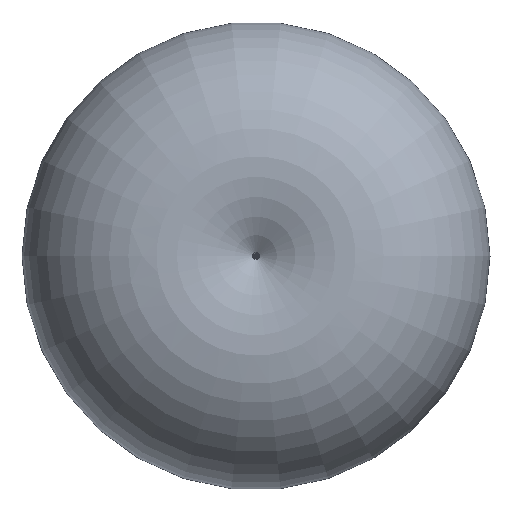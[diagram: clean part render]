
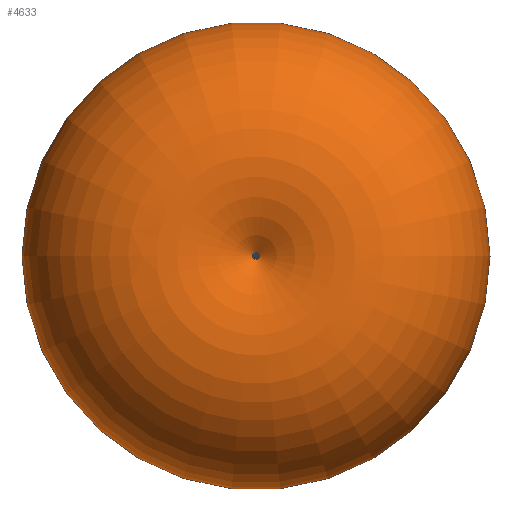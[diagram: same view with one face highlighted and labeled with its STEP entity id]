
A CAD part, left-side view. The second image highlights one B-rep face of the part: STEP entity #4633.
In plain terms, the highlighted toroidal (fillet/blend) face has major radius 101.328 mm and minor radius 162.827 mm.
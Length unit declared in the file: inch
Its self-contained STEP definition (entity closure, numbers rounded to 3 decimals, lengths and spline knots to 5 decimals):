
#947=DEGENERATE_TOROIDAL_SURFACE('',#4988,3.98927,6.41053,
 .F.);
#1526=CIRCLE('',#4826,6.41053);
#1612=CIRCLE('',#4989,6.41053);
#1763=VERTEX_POINT('',#7161);
#1766=VERTEX_POINT('',#7180);
#1805=VERTEX_POINT('',#8084);
#1897=VERTEX_POINT('',#9118);
#2171=B_SPLINE_CURVE_WITH_KNOTS('',3,(#9031,#9032,#9033,#9034,#9035,#9036,
#9037,#9038,#9039,#9040,#9041,#9042,#9043,#9044),.UNSPECIFIED.,.F.,.U.,
(4,2,2,2,2,2,4),(0.,1.19344,6.37242,10.31501,
13.68086,16.46879,18.21125),.UNSPECIFIED.);
#2173=B_SPLINE_CURVE_WITH_KNOTS('',3,(#9119,#9120,#9121,#9122,#9123,#9124,
#9125,#9126,#9127,#9128,#9129,#9130,#9131,#9132,#9133,#9134,#9135,#9136,
#9137),.UNSPECIFIED.,.F.,.U.,(4,3,3,3,3,3,4),(-18.21125,-16.46879,
-13.68086,-10.31501,-6.37242,-1.19344,0.),
 .UNSPECIFIED.);
#2271=EDGE_CURVE('',#1766,#1763,#1526,.T.);
#2480=EDGE_CURVE('',#1805,#1766,#2171,.F.);
#2483=EDGE_CURVE('',#1897,#1805,#1612,.T.);
#2484=EDGE_CURVE('',#1763,#1897,#2173,.T.);
#3269=ORIENTED_EDGE('',*,*,#2480,.F.);
#3270=ORIENTED_EDGE('',*,*,#2483,.F.);
#3271=ORIENTED_EDGE('',*,*,#2484,.F.);
#3272=ORIENTED_EDGE('',*,*,#2271,.F.);
#4058=EDGE_LOOP('',(#3269,#3270,#3271,#3272));
#4345=FACE_BOUND('',#4058,.T.);
#4633=ADVANCED_FACE('',(#4345),#947,.T.);
#4826=AXIS2_PLACEMENT_3D('',#7181,#5293,#5294);
#4988=AXIS2_PLACEMENT_3D('',#9116,#5663,$);
#4989=AXIS2_PLACEMENT_3D('',#9117,#5664,#5665);
#5293=DIRECTION('',(0.,0.,-1.));
#5294=DIRECTION('',(6.411,0.,0.));
#5663=DIRECTION('',(-1.,0.,0.));
#5664=DIRECTION('',(0.,0.,-1.));
#5665=DIRECTION('',(-6.411,0.,0.));
#7161=CARTESIAN_POINT('',(-0.8634,-2.36285,2.5));
#7180=CARTESIAN_POINT('',(0.8634,-2.36285,2.5));
#7181=CARTESIAN_POINT('',(0.,3.98927,2.5));
#8084=CARTESIAN_POINT('',(0.8634,2.36285,2.5));
#9031=CARTESIAN_POINT('',(0.8634,-2.36285,2.5));
#9032=CARTESIAN_POINT('',(0.84353,-2.36555,2.66217));
#9033=CARTESIAN_POINT('',(0.82347,-2.35131,2.82588));
#9034=CARTESIAN_POINT('',(0.71872,-2.18587,3.68047));
#9035=CARTESIAN_POINT('',(0.64236,-1.72238,4.30316));
#9036=CARTESIAN_POINT('',(0.57149,-0.60507,4.88105));
#9037=CARTESIAN_POINT('',(0.56217,-0.03813,4.95705));
#9038=CARTESIAN_POINT('',(0.58787,0.94658,4.74754));
#9039=CARTESIAN_POINT('',(0.61664,1.37082,4.51289));
#9040=CARTESIAN_POINT('',(0.69024,1.95779,3.91264));
#9041=CARTESIAN_POINT('',(0.73194,2.1581,3.57254));
#9042=CARTESIAN_POINT('',(0.80486,2.3342,2.97768));
#9043=CARTESIAN_POINT('',(0.83439,2.36679,2.73677));
#9044=CARTESIAN_POINT('',(0.8634,2.36285,2.5));
#9116=CARTESIAN_POINT('',(0.,0.,2.5));
#9117=CARTESIAN_POINT('',(0.,-3.98927,2.5));
#9118=CARTESIAN_POINT('',(-0.8634,2.36285,2.5));
#9119=CARTESIAN_POINT('',(-0.8634,-2.36285,2.5));
#9120=CARTESIAN_POINT('',(-0.83439,-2.36679,2.73677));
#9121=CARTESIAN_POINT('',(-0.80486,-2.3342,2.97768));
#9122=CARTESIAN_POINT('',(-0.77681,-2.26647,3.20647));
#9123=CARTESIAN_POINT('',(-0.73194,-2.1581,3.57254));
#9124=CARTESIAN_POINT('',(-0.69024,-1.95779,3.91264));
#9125=CARTESIAN_POINT('',(-0.6569,-1.69186,4.18458));
#9126=CARTESIAN_POINT('',(-0.61664,-1.37082,4.51289));
#9127=CARTESIAN_POINT('',(-0.58787,-0.94658,4.74754));
#9128=CARTESIAN_POINT('',(-0.57603,-0.49308,4.84403));
#9129=CARTESIAN_POINT('',(-0.56217,0.03813,4.95705));
#9130=CARTESIAN_POINT('',(-0.57149,0.60507,4.88105));
#9131=CARTESIAN_POINT('',(-0.60212,1.088,4.63127));
#9132=CARTESIAN_POINT('',(-0.64236,1.72238,4.30316));
#9133=CARTESIAN_POINT('',(-0.71872,2.18587,3.68047));
#9134=CARTESIAN_POINT('',(-0.80385,2.32033,2.98593));
#9135=CARTESIAN_POINT('',(-0.82347,2.35131,2.82588));
#9136=CARTESIAN_POINT('',(-0.84353,2.36555,2.66217));
#9137=CARTESIAN_POINT('',(-0.8634,2.36285,2.5));
